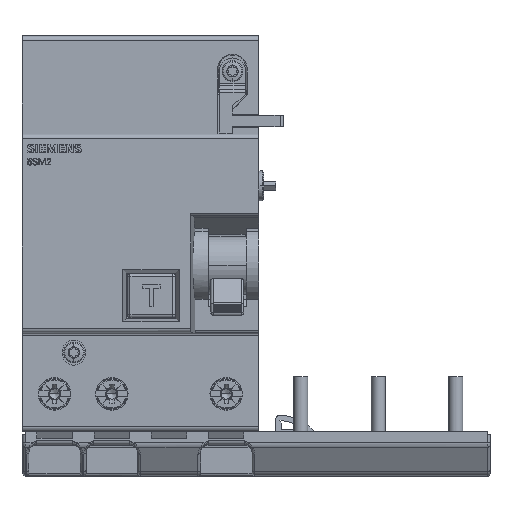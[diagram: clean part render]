
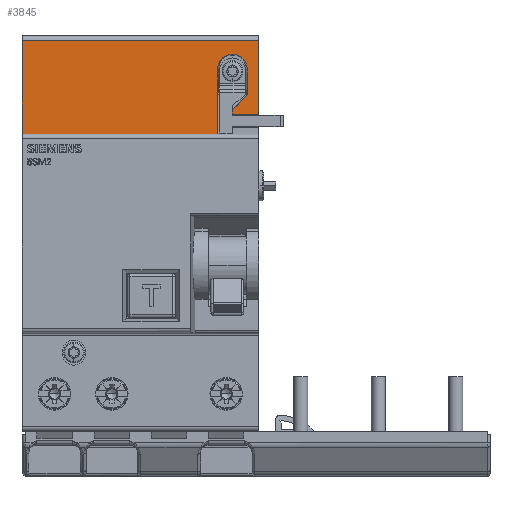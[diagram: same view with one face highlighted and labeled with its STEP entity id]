
A CAD part, top view. The second image highlights one B-rep face of the part: STEP entity #3845.
In plain terms, the highlighted planar face has unit normal (0, 0, 1).
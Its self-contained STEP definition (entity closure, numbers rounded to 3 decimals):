
#3845=ADVANCED_FACE('',(#8285),#8286,.T.);
#8285=FACE_OUTER_BOUND('',#14694,.T.);
#8286=PLANE('',#14695);
#14694=EDGE_LOOP('',(#27493,#27494,#27495,#27496,#27497,#27498,#27499,#27500,#27501,#27502,#27503,#27504));
#14695=AXIS2_PLACEMENT_3D('',#27505,#27506,#27507);
#27493=ORIENTED_EDGE('',*,*,#35871,.T.);
#27494=ORIENTED_EDGE('',*,*,#35873,.F.);
#27495=ORIENTED_EDGE('',*,*,#35877,.T.);
#27496=ORIENTED_EDGE('',*,*,#31936,.F.);
#27497=ORIENTED_EDGE('',*,*,#35885,.T.);
#27498=ORIENTED_EDGE('',*,*,#35882,.F.);
#27499=ORIENTED_EDGE('',*,*,#34111,.T.);
#27500=ORIENTED_EDGE('',*,*,#35848,.T.);
#27501=ORIENTED_EDGE('',*,*,#34861,.F.);
#27502=ORIENTED_EDGE('',*,*,#34157,.T.);
#27503=ORIENTED_EDGE('',*,*,#35858,.T.);
#27504=ORIENTED_EDGE('',*,*,#35856,.T.);
#27505=CARTESIAN_POINT('',(53.8,99.9,50.05));
#27506=DIRECTION('',(0.0,0.0,1.0));
#27507=DIRECTION('',(0.0,-1.0,0.0));
#31936=EDGE_CURVE('',#37806,#37808,#37809,.T.);
#34111=EDGE_CURVE('',#41045,#41043,#41046,.T.);
#34157=EDGE_CURVE('',#41122,#41120,#41123,.T.);
#34861=EDGE_CURVE('',#41122,#42296,#42297,.T.);
#35848=EDGE_CURVE('',#41043,#42296,#43606,.T.);
#35856=EDGE_CURVE('',#43614,#43616,#43618,.T.);
#35858=EDGE_CURVE('',#41120,#43614,#43620,.T.);
#35871=EDGE_CURVE('',#43616,#43637,#43639,.T.);
#35873=EDGE_CURVE('',#43641,#43637,#43642,.T.);
#35877=EDGE_CURVE('',#43641,#37808,#43647,.T.);
#35882=EDGE_CURVE('',#41045,#43653,#43654,.T.);
#35885=EDGE_CURVE('',#37806,#43653,#43657,.T.);
#37806=VERTEX_POINT('',#46394);
#37808=VERTEX_POINT('',#46397);
#37809=LINE('',#46398,#46399);
#41043=VERTEX_POINT('',#51507);
#41045=VERTEX_POINT('',#51509);
#41046=LINE('',#51510,#51511);
#41120=VERTEX_POINT('',#51616);
#41122=VERTEX_POINT('',#51619);
#41123=LINE('',#51620,#51621);
#42296=VERTEX_POINT('',#53272);
#42297=LINE('',#53273,#53274);
#43606=LINE('',#55542,#55543);
#43614=VERTEX_POINT('',#55554);
#43616=VERTEX_POINT('',#55557);
#43618=CIRCLE('',#55560,3.35);
#43620=LINE('',#55562,#55563);
#43637=VERTEX_POINT('',#55588);
#43639=LINE('',#55591,#55592);
#43641=VERTEX_POINT('',#55594);
#43642=LINE('',#55595,#55596);
#43647=CIRCLE('',#55603,0.4);
#43653=VERTEX_POINT('',#55611);
#43654=LINE('',#55612,#55613);
#43657=CIRCLE('',#55617,0.4);
#46394=CARTESIAN_POINT('',(47.8,82.36,50.05));
#46397=CARTESIAN_POINT('',(47.8,82.934,50.05));
#46398=CARTESIAN_POINT('',(47.8,99.9,50.05));
#46399=VECTOR('',#60202,1.0);
#51507=CARTESIAN_POINT('',(53.8,98.9,50.05));
#51509=CARTESIAN_POINT('',(53.8,81.96,50.05));
#51510=CARTESIAN_POINT('',(53.8,55.,50.05));
#51511=VECTOR('',#62459,1.0);
#51616=CARTESIAN_POINT('',(44.45,77.55,50.05));
#51619=CARTESIAN_POINT('',(0.,77.55,50.05));
#51620=CARTESIAN_POINT('',(53.8,77.55,50.05));
#51621=VECTOR('',#62513,1.0);
#53272=CARTESIAN_POINT('',(0.,98.9,50.05));
#53273=CARTESIAN_POINT('',(0.,99.9,50.05));
#53274=VECTOR('',#63475,1.0);
#55542=CARTESIAN_POINT('',(53.8,98.9,50.05));
#55543=VECTOR('',#64189,1.0);
#55554=CARTESIAN_POINT('',(44.45,92.4,50.05));
#55557=CARTESIAN_POINT('',(51.15,92.4,50.05));
#55560=AXIS2_PLACEMENT_3D('',#64195,#64196,#64197);
#55562=CARTESIAN_POINT('',(44.45,92.,50.05));
#55563=VECTOR('',#64198,1.0);
#55588=CARTESIAN_POINT('',(51.15,86.606,50.05));
#55591=CARTESIAN_POINT('',(51.15,93.244,50.05));
#55592=VECTOR('',#64211,1.0);
#55594=CARTESIAN_POINT('',(47.917,83.217,50.05));
#55595=CARTESIAN_POINT('',(59.2,94.5,50.05));
#55596=VECTOR('',#64212,1.0);
#55603=AXIS2_PLACEMENT_3D('',#64215,#64216,#64217);
#55611=CARTESIAN_POINT('',(48.2,81.96,50.05));
#55612=CARTESIAN_POINT('',(53.8,81.96,50.05));
#55613=VECTOR('',#64223,1.0);
#55617=AXIS2_PLACEMENT_3D('',#64225,#64226,#64227);
#60202=DIRECTION('',(0.0,1.0,0.0));
#62459=DIRECTION('',(0.0,1.0,0.0));
#62513=DIRECTION('',(1.0,0.0,0.0));
#63475=DIRECTION('',(0.0,1.0,0.0));
#64189=DIRECTION('',(-1.0,0.,-0.0));
#64195=CARTESIAN_POINT('',(47.8,92.4,50.05));
#64196=DIRECTION('',(0.0,0.0,-1.0));
#64197=DIRECTION('',(0.0,1.0,0.0));
#64198=DIRECTION('',(0.0,1.0,0.0));
#64211=DIRECTION('',(0.0,-1.0,0.0));
#64212=DIRECTION('',(0.707,0.707,0.0));
#64215=CARTESIAN_POINT('',(48.2,82.934,50.05));
#64216=DIRECTION('',(0.0,-0.0,1.0));
#64217=DIRECTION('',(0.0,1.0,0.0));
#64223=DIRECTION('',(-1.0,0.0,0.0));
#64225=CARTESIAN_POINT('',(48.2,82.36,50.05));
#64226=DIRECTION('',(0.0,-0.0,1.0));
#64227=DIRECTION('',(0.0,1.0,0.0));
